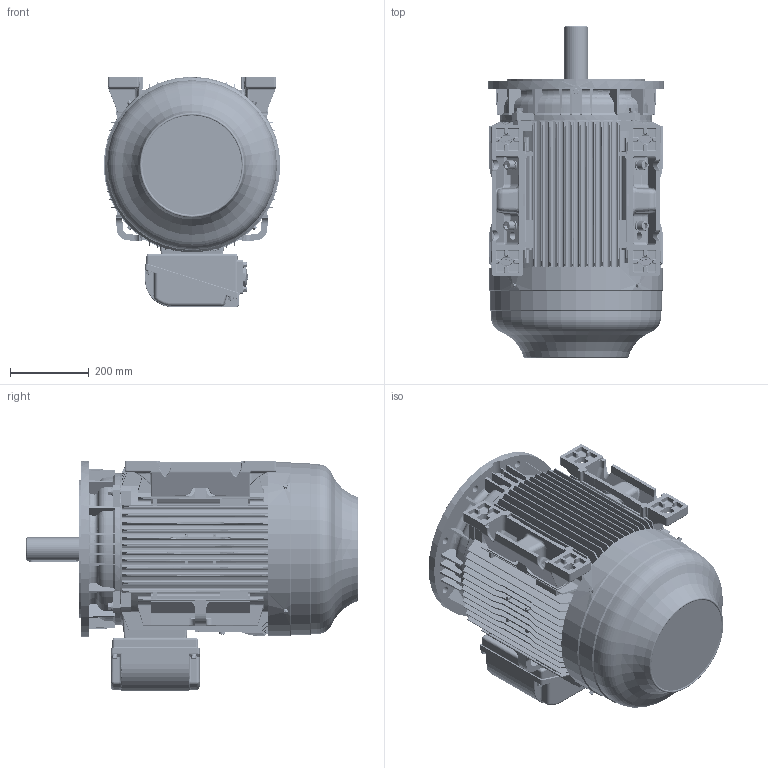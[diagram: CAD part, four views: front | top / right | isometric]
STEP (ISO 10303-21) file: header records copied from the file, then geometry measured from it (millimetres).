
FILE_DESCRIPTION((''),'2;1');
FILE_NAME('SWE225M-4-B35_ASM','2016-03-21T',('Administrator'),(''),'PRO/ENGINEER BY PARAMETRIC TECHNOLOGY CORPORATION, 2013240','PRO/ENGINEER BY PARAMETRIC TECHNOLOGY CORPORATION, 2013240','');
FILE_SCHEMA(('CONFIG_CONTROL_DESIGN'));
Products named in the file (39): M10-70-WAILIUJIAO; 10-PINGDIAN; 10-TANDIAN; 65-80YOUFENG; 18-125PINGJIAN; WE225-TYDG-468; 12-PINGDIAN; 12-TANDIAN; M12-50WAILIUJIAO; M8-10-HUOLUOSAI; M10-1YOUBEI; M10-10JINDINGLUODING; B3-M-JIZUO-NF; HOUDUANGAI; WE225-468-ZHOUSHEN; SWE200-225JIEXIANHEZUO; SWE200-225JIEXIANHEGAI-NF; SWE200-225JXHGDB; 8-DP-97_1; 8-TD-93-1987; M8X25-WLJ-5784; M8X16-WLJ-5784; 50X1_5MENGAI; 16X1_5MENGAI; WE200-225-JXHZJ-NF_ASM; M16-50NEILIUJIAO; 16-PINGDIAN; 16-TANDIAN; WE225M-HDDJ; ____M-HDDJ-NF; M8-10SHIZICAOPANGTOU; 2-MAODING; MINGPAI; M6-8-WAILIUJIAO; 6-PINGDIAN; 6-TANDIAN; FENGZHAO; ASM0002_ASM; SWE225M-4-B35_ASM
Assembly tree (112 placements, depth 4):
  SWE225M-4-B35_ASM
    ASM0002_ASM
      M10-70-WAILIUJIAO  x4
      10-PINGDIAN  x4
      10-TANDIAN  x4
      65-80YOUFENG
      18-125PINGJIAN
      WE225-TYDG-468
      12-PINGDIAN  x8
      12-TANDIAN  x8
      M12-50WAILIUJIAO  x8
      M8-10-HUOLUOSAI  x2
      M10-1YOUBEI  x2
      M10-10JINDINGLUODING
      B3-M-JIZUO-NF
      HOUDUANGAI
      WE225-468-ZHOUSHEN
      WE200-225-JXHZJ-NF_ASM
        SWE200-225JIEXIANHEZUO
        SWE200-225JIEXIANHEGAI-NF
        SWE200-225JXHGDB
        8-DP-97_1  x8
        8-TD-93-1987  x8
        M8X25-WLJ-5784  x4
        M8X16-WLJ-5784  x4
        50X1_5MENGAI  x2
        16X1_5MENGAI
      M16-50NEILIUJIAO  x4
      16-PINGDIAN  x4
      16-TANDIAN  x4
      WE225M-HDDJ
      ____M-HDDJ-NF
      M8-10SHIZICAOPANGTOU
      2-MAODING  x4
      MINGPAI
      M6-8-WAILIUJIAO  x4
      6-PINGDIAN  x4
      6-TANDIAN  x4
      FENGZHAO
Bounding box: 450 x 845.5 x 587 mm (x, y, z)
Volume: 80464945.8 mm3; surface area: 4610380 mm2
Topology: 110 solids, 112 shells, 5080 faces, 13375 edges, 8554 vertices
Faces by surface type: cylinder 2286, plane 1656, cone 529, torus 306, bspline 218, sphere 85
Entity records: 154681 total; most frequent: CARTESIAN_POINT 58563, ORIENTED_EDGE 21108, DIRECTION 18406, EDGE_CURVE 10554, AXIS2_PLACEMENT_3D 7004, VERTEX_POINT 6804, VECTOR 4398, LINE 4398
